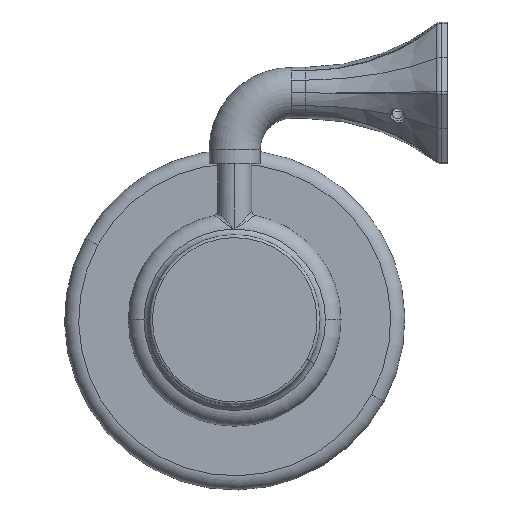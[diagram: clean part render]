
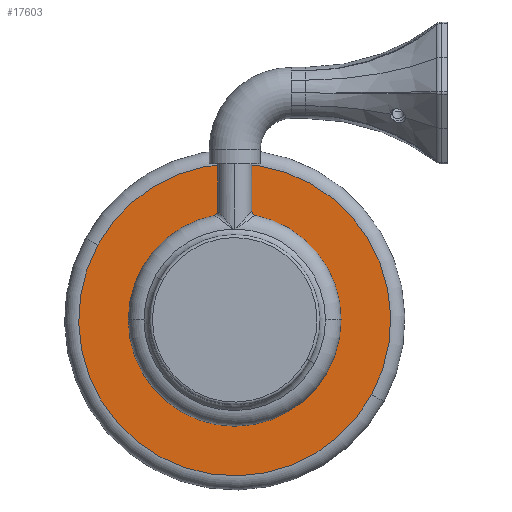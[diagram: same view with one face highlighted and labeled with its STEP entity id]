
A CAD part, left-side view. The second image highlights one B-rep face of the part: STEP entity #17603.
In plain terms, the highlighted planar face has unit normal (-1, 0, 0).
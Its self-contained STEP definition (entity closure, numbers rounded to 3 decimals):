
#17519=CARTESIAN_POINT('Axis2P3D Location',(9.367,75.,-80.)) ;
#17523=CARTESIAN_POINT('Vertex',(9.367,44.285,-96.78)) ;
#17525=CARTESIAN_POINT('Vertex',(9.367,105.715,-63.22)) ;
#17559=CARTESIAN_POINT('Axis2P3D Location',(9.367,75.,-80.)) ;
#17576=CARTESIAN_POINT('Axis2P3D Location',(9.367,45.,-80.)) ;
#17581=CARTESIAN_POINT('Axis2P3D Location',(9.367,75.,-80.)) ;
#17585=CARTESIAN_POINT('Vertex',(9.367,26.733,-106.368)) ;
#17587=CARTESIAN_POINT('Vertex',(9.367,123.267,-53.632)) ;
#17590=CARTESIAN_POINT('Axis2P3D Location',(9.367,75.,-80.)) ;
#17520=DIRECTION('Axis2P3D Direction',(1.,0.,0.)) ;
#17560=DIRECTION('Axis2P3D Direction',(1.,0.,0.)) ;
#17577=DIRECTION('Axis2P3D Direction',(1.,-0.,0.)) ;
#17578=DIRECTION('Axis2P3D XDirection',(0.,0.,-1.)) ;
#17582=DIRECTION('Axis2P3D Direction',(1.,-0.,0.)) ;
#17591=DIRECTION('Axis2P3D Direction',(1.,-0.,0.)) ;
#17521=AXIS2_PLACEMENT_3D('Circle Axis2P3D',#17519,#17520,$) ;
#17561=AXIS2_PLACEMENT_3D('Circle Axis2P3D',#17559,#17560,$) ;
#17579=AXIS2_PLACEMENT_3D('Plane Axis2P3D',#17576,#17577,#17578) ;
#17583=AXIS2_PLACEMENT_3D('Circle Axis2P3D',#17581,#17582,$) ;
#17592=AXIS2_PLACEMENT_3D('Circle Axis2P3D',#17590,#17591,$) ;
#17596=ORIENTED_EDGE('',*,*,#17589,.F.) ;
#17597=ORIENTED_EDGE('',*,*,#17594,.F.) ;
#17600=ORIENTED_EDGE('',*,*,#17527,.F.) ;
#17601=ORIENTED_EDGE('',*,*,#17563,.F.) ;
#17602=FACE_BOUND('',#17599,.T.) ;
#17603=ADVANCED_FACE('Standard Part 2017.1\\PartBody',(#17598,#17602),#17580,.F.) ;
#17522=CIRCLE('generated circle',#17521,35.) ;
#17562=CIRCLE('generated circle',#17561,35.) ;
#17584=CIRCLE('generated circle',#17583,55.) ;
#17593=CIRCLE('generated circle',#17592,55.) ;
#17527=EDGE_CURVE('',#17524,#17526,#17522,.F.) ;
#17563=EDGE_CURVE('',#17526,#17524,#17562,.F.) ;
#17589=EDGE_CURVE('',#17586,#17588,#17584,.T.) ;
#17594=EDGE_CURVE('',#17588,#17586,#17593,.T.) ;
#17595=EDGE_LOOP('',(#17596,#17597)) ;
#17599=EDGE_LOOP('',(#17600,#17601)) ;
#17598=FACE_OUTER_BOUND('',#17595,.T.) ;
#17580=PLANE('',#17579) ;
#17524=VERTEX_POINT('',#17523) ;
#17526=VERTEX_POINT('',#17525) ;
#17586=VERTEX_POINT('',#17585) ;
#17588=VERTEX_POINT('',#17587) ;
